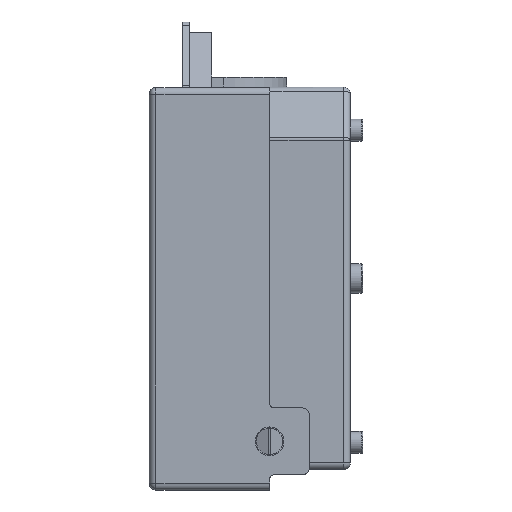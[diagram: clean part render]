
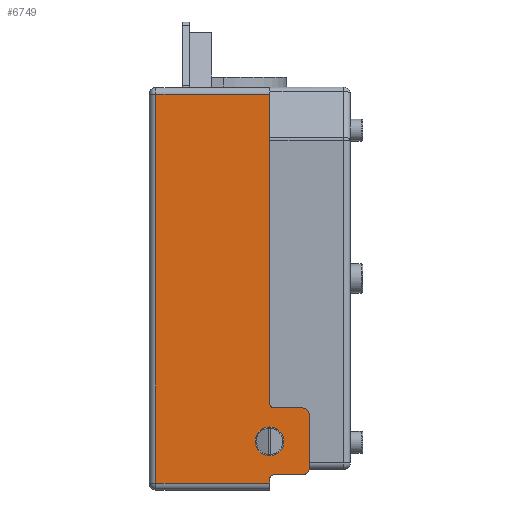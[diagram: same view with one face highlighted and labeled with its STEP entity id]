
A CAD part, left-side view. The second image highlights one B-rep face of the part: STEP entity #6749.
In plain terms, the highlighted planar face has unit normal (-1, 0, 0).
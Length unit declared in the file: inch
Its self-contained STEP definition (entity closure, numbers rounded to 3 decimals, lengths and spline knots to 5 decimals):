
#166 = ORIENTED_EDGE ( 'NONE', *, *, #5651, .T. ) ;
#323 = DIRECTION ( 'NONE',  ( 0., -1., 0. ) ) ;
#399 = EDGE_CURVE ( 'NONE', #9058, #5884, #7332, .T. ) ;
#413 = VERTEX_POINT ( 'NONE', #8550 ) ;
#512 = VECTOR ( 'NONE', #323, 39.37008 ) ;
#630 = VECTOR ( 'NONE', #4349, 39.37008 ) ;
#783 = LINE ( 'NONE', #10171, #512 ) ;
#847 = CIRCLE ( 'NONE', #1484, 0.1275 ) ;
#1044 = CARTESIAN_POINT ( 'NONE',  ( -1.54, -1.065, -1.645 ) ) ;
#1070 = EDGE_CURVE ( 'NONE', #1692, #3431, #8830, .T. ) ;
#1084 = EDGE_CURVE ( 'NONE', #9058, #7010, #1614, .T. ) ;
#1291 = AXIS2_PLACEMENT_3D ( 'NONE', #8597, #3680, #3500 ) ;
#1349 = EDGE_CURVE ( 'NONE', #3511, #5884, #4463, .T. ) ;
#1391 = EDGE_LOOP ( 'NONE', ( #7693 ) ) ;
#1474 = CARTESIAN_POINT ( 'NONE',  ( -1.54, -1.415, -1.645 ) ) ;
#1484 = AXIS2_PLACEMENT_3D ( 'NONE', #2318, #8104, #3157 ) ;
#1487 = EDGE_CURVE ( 'NONE', #7963, #1692, #10217, .T. ) ;
#1614 = CIRCLE ( 'NONE', #1291, 0.04 ) ;
#1692 = VERTEX_POINT ( 'NONE', #2068 ) ;
#1701 = AXIS2_PLACEMENT_3D ( 'NONE', #2250, #8040, #3099 ) ;
#1720 = VECTOR ( 'NONE', #6248, 39.37008 ) ;
#1856 = DIRECTION ( 'NONE',  ( 0., 0., 1. ) ) ;
#1916 = CARTESIAN_POINT ( 'NONE',  ( -1.54, -1.065, -1.4775 ) ) ;
#2013 = PLANE ( 'NONE',  #8198 ) ;
#2068 = CARTESIAN_POINT ( 'NONE',  ( -1.54, -0.06, 1.72 ) ) ;
#2250 = CARTESIAN_POINT ( 'NONE',  ( -1.54, -1.355, -1.114 ) ) ;
#2318 = CARTESIAN_POINT ( 'NONE',  ( -1.54, -1.065, -1.35 ) ) ;
#2477 = AXIS2_PLACEMENT_3D ( 'NONE', #8798, #3892, #9603 ) ;
#2604 = ORIENTED_EDGE ( 'NONE', *, *, #9489, .T. ) ;
#2731 = VERTEX_POINT ( 'NONE', #8790 ) ;
#2762 = DIRECTION ( 'NONE',  ( 0., 0., -1. ) ) ;
#2775 = CARTESIAN_POINT ( 'NONE',  ( -1.54, -1.355, -1.645 ) ) ;
#2903 = VECTOR ( 'NONE', #7442, 39.37008 ) ;
#3072 = VECTOR ( 'NONE', #1856, 39.37008 ) ;
#3099 = DIRECTION ( 'NONE',  ( 0., 0., 1. ) ) ;
#3157 = DIRECTION ( 'NONE',  ( 0., 0., -1. ) ) ;
#3194 = CARTESIAN_POINT ( 'NONE',  ( -1.54, -1.065, -1.014 ) ) ;
#3202 = VECTOR ( 'NONE', #7151, 39.37008 ) ;
#3431 = VERTEX_POINT ( 'NONE', #6369 ) ;
#3500 = DIRECTION ( 'NONE',  ( 0., 0., 1. ) ) ;
#3511 = VERTEX_POINT ( 'NONE', #4035 ) ;
#3541 = ORIENTED_EDGE ( 'NONE', *, *, #1084, .T. ) ;
#3680 = DIRECTION ( 'NONE',  ( 1., 0., 0. ) ) ;
#3703 = DIRECTION ( 'NONE',  ( -1., 0., 0. ) ) ;
#3820 = VERTEX_POINT ( 'NONE', #2775 ) ;
#3876 = AXIS2_PLACEMENT_3D ( 'NONE', #4718, #10420, #5543 ) ;
#3892 = DIRECTION ( 'NONE',  ( 1., 0., 0. ) ) ;
#3975 = CARTESIAN_POINT ( 'NONE',  ( -1.54, -1.065, 1.72 ) ) ;
#4035 = CARTESIAN_POINT ( 'NONE',  ( -1.54, -1.415, -1.114 ) ) ;
#4313 = CIRCLE ( 'NONE', #3876, 0.06 ) ;
#4349 = DIRECTION ( 'NONE',  ( 0., 1., 0. ) ) ;
#4368 = VERTEX_POINT ( 'NONE', #1916 ) ;
#4463 = CIRCLE ( 'NONE', #1701, 0.06 ) ;
#4635 = ORIENTED_EDGE ( 'NONE', *, *, #4697, .F. ) ;
#4697 = EDGE_CURVE ( 'NONE', #3820, #4828, #7210, .T. ) ;
#4702 = EDGE_CURVE ( 'NONE', #7010, #7963, #5017, .T. ) ;
#4718 = CARTESIAN_POINT ( 'NONE',  ( -1.54, -1.355, -1.585 ) ) ;
#4721 = VERTEX_POINT ( 'NONE', #10141 ) ;
#4828 = VERTEX_POINT ( 'NONE', #10215 ) ;
#4850 = CARTESIAN_POINT ( 'NONE',  ( -1.54, -1.105, -1.054 ) ) ;
#5017 = LINE ( 'NONE', #7655, #3072 ) ;
#5135 = EDGE_LOOP ( 'NONE', ( #8923, #9758, #7467, #3541, #8142, #6163, #9924, #2604, #6606, #166, #4635, #9045 ) ) ;
#5220 = CARTESIAN_POINT ( 'NONE',  ( -1.54, -0.06, -1.78 ) ) ;
#5543 = DIRECTION ( 'NONE',  ( 0., 0., 1. ) ) ;
#5651 = EDGE_CURVE ( 'NONE', #4721, #4828, #8867, .T. ) ;
#5789 = CARTESIAN_POINT ( 'NONE',  ( -1.54, -1.065, 1.78 ) ) ;
#5884 = VERTEX_POINT ( 'NONE', #7626 ) ;
#6155 = CARTESIAN_POINT ( 'NONE',  ( -1.54, -1.065, 1.78 ) ) ;
#6163 = ORIENTED_EDGE ( 'NONE', *, *, #1487, .T. ) ;
#6248 = DIRECTION ( 'NONE',  ( 0., 1., 0. ) ) ;
#6369 = CARTESIAN_POINT ( 'NONE',  ( -1.54, -0.06, -1.72 ) ) ;
#6606 = ORIENTED_EDGE ( 'NONE', *, *, #7449, .T. ) ;
#6673 = VECTOR ( 'NONE', #8133, 39.37008 ) ;
#6749 = ADVANCED_FACE ( 'NONE', ( #8352, #9987 ), #2013, .T. ) ;
#6799 = VECTOR ( 'NONE', #2762, 39.37008 ) ;
#6988 = EDGE_CURVE ( 'NONE', #3511, #2731, #10499, .T. ) ;
#7010 = VERTEX_POINT ( 'NONE', #3194 ) ;
#7151 = DIRECTION ( 'NONE',  ( 0., -1., 0. ) ) ;
#7210 = LINE ( 'NONE', #1044, #630 ) ;
#7286 = EDGE_CURVE ( 'NONE', #4368, #4368, #847, .T. ) ;
#7304 = LINE ( 'NONE', #5789, #2903 ) ;
#7332 = LINE ( 'NONE', #10394, #3202 ) ;
#7442 = DIRECTION ( 'NONE',  ( 0., 0., 1. ) ) ;
#7449 = EDGE_CURVE ( 'NONE', #413, #4721, #7304, .T. ) ;
#7467 = ORIENTED_EDGE ( 'NONE', *, *, #399, .F. ) ;
#7626 = CARTESIAN_POINT ( 'NONE',  ( -1.54, -1.355, -1.054 ) ) ;
#7655 = CARTESIAN_POINT ( 'NONE',  ( -1.54, -1.065, 1.78 ) ) ;
#7687 = EDGE_CURVE ( 'NONE', #3820, #2731, #4313, .T. ) ;
#7693 = ORIENTED_EDGE ( 'NONE', *, *, #7286, .T. ) ;
#7963 = VERTEX_POINT ( 'NONE', #10065 ) ;
#8040 = DIRECTION ( 'NONE',  ( -1., 0., 0. ) ) ;
#8104 = DIRECTION ( 'NONE',  ( 1., 0., 0. ) ) ;
#8133 = DIRECTION ( 'NONE',  ( 0., 0., -1. ) ) ;
#8142 = ORIENTED_EDGE ( 'NONE', *, *, #4702, .T. ) ;
#8198 = AXIS2_PLACEMENT_3D ( 'NONE', #6155, #3703, #9435 ) ;
#8352 = FACE_OUTER_BOUND ( 'NONE', #5135, .T. ) ;
#8550 = CARTESIAN_POINT ( 'NONE',  ( -1.54, -1.065, -1.72 ) ) ;
#8597 = CARTESIAN_POINT ( 'NONE',  ( -1.54, -1.105, -1.014 ) ) ;
#8790 = CARTESIAN_POINT ( 'NONE',  ( -1.54, -1.415, -1.585 ) ) ;
#8798 = CARTESIAN_POINT ( 'NONE',  ( -1.54, -1.105, -1.685 ) ) ;
#8830 = LINE ( 'NONE', #5220, #6799 ) ;
#8867 = CIRCLE ( 'NONE', #2477, 0.04 ) ;
#8923 = ORIENTED_EDGE ( 'NONE', *, *, #6988, .F. ) ;
#9045 = ORIENTED_EDGE ( 'NONE', *, *, #7687, .T. ) ;
#9058 = VERTEX_POINT ( 'NONE', #4850 ) ;
#9435 = DIRECTION ( 'NONE',  ( 0., 0., 1. ) ) ;
#9489 = EDGE_CURVE ( 'NONE', #3431, #413, #783, .T. ) ;
#9603 = DIRECTION ( 'NONE',  ( 0., 0., 1. ) ) ;
#9758 = ORIENTED_EDGE ( 'NONE', *, *, #1349, .T. ) ;
#9924 = ORIENTED_EDGE ( 'NONE', *, *, #1070, .T. ) ;
#9987 = FACE_BOUND ( 'NONE', #1391, .T. ) ;
#10065 = CARTESIAN_POINT ( 'NONE',  ( -1.54, -1.065, 1.72 ) ) ;
#10141 = CARTESIAN_POINT ( 'NONE',  ( -1.54, -1.065, -1.685 ) ) ;
#10171 = CARTESIAN_POINT ( 'NONE',  ( -1.54, -1.065, -1.72 ) ) ;
#10215 = CARTESIAN_POINT ( 'NONE',  ( -1.54, -1.105, -1.645 ) ) ;
#10217 = LINE ( 'NONE', #3975, #1720 ) ;
#10394 = CARTESIAN_POINT ( 'NONE',  ( -1.54, -1.065, -1.054 ) ) ;
#10420 = DIRECTION ( 'NONE',  ( -1., 0., 0. ) ) ;
#10499 = LINE ( 'NONE', #1474, #6673 ) ;
